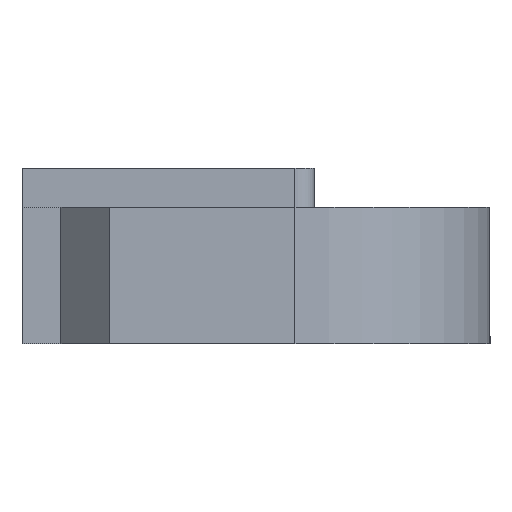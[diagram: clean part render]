
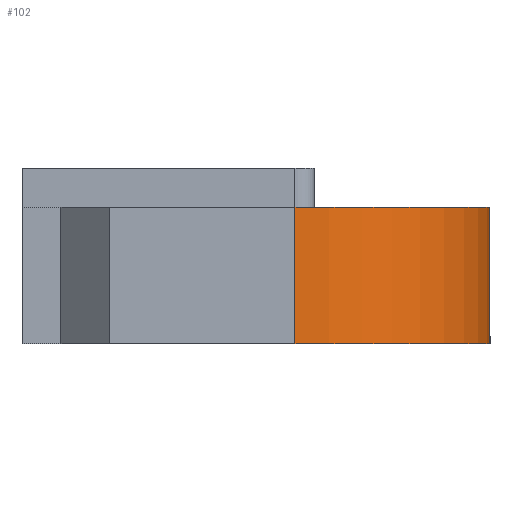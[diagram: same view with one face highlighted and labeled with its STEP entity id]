
A CAD part, front view. The second image highlights one B-rep face of the part: STEP entity #102.
In plain terms, the highlighted cylindrical face has radius 5 mm (diameter 10 mm), a partial arc.
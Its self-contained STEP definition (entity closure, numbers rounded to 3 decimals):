
#66 = EDGE_CURVE('',#67,#69,#71,.T.);
#67 = VERTEX_POINT('',#68);
#68 = CARTESIAN_POINT('',(-5.,-32.5,0.));
#69 = VERTEX_POINT('',#70);
#70 = CARTESIAN_POINT('',(-5.,-32.5,3.5));
#71 = LINE('',#72,#73);
#72 = CARTESIAN_POINT('',(-5.,-32.5,0.));
#73 = VECTOR('',#74,1.);
#74 = DIRECTION('',(0.,0.,1.));
#102 = ADVANCED_FACE('',(#103),#130,.T.);
#103 = FACE_BOUND('',#104,.F.);
#104 = EDGE_LOOP('',(#105,#106,#115,#123));
#105 = ORIENTED_EDGE('',*,*,#66,.T.);
#106 = ORIENTED_EDGE('',*,*,#107,.T.);
#107 = EDGE_CURVE('',#69,#108,#110,.T.);
#108 = VERTEX_POINT('',#109);
#109 = CARTESIAN_POINT('',(0.,-27.5,3.5));
#110 = CIRCLE('',#111,5.);
#111 = AXIS2_PLACEMENT_3D('',#112,#113,#114);
#112 = CARTESIAN_POINT('',(-5.,-27.5,3.5));
#113 = DIRECTION('',(0.,0.,1.));
#114 = DIRECTION('',(1.,0.,0.));
#115 = ORIENTED_EDGE('',*,*,#116,.F.);
#116 = EDGE_CURVE('',#117,#108,#119,.T.);
#117 = VERTEX_POINT('',#118);
#118 = CARTESIAN_POINT('',(0.,-27.5,0.));
#119 = LINE('',#120,#121);
#120 = CARTESIAN_POINT('',(0.,-27.5,0.));
#121 = VECTOR('',#122,1.);
#122 = DIRECTION('',(0.,0.,1.));
#123 = ORIENTED_EDGE('',*,*,#124,.F.);
#124 = EDGE_CURVE('',#67,#117,#125,.T.);
#125 = CIRCLE('',#126,5.);
#126 = AXIS2_PLACEMENT_3D('',#127,#128,#129);
#127 = CARTESIAN_POINT('',(-5.,-27.5,0.));
#128 = DIRECTION('',(0.,0.,1.));
#129 = DIRECTION('',(1.,0.,0.));
#130 = CYLINDRICAL_SURFACE('',#131,5.);
#131 = AXIS2_PLACEMENT_3D('',#132,#133,#134);
#132 = CARTESIAN_POINT('',(-5.,-27.5,0.));
#133 = DIRECTION('',(-0.,-0.,-1.));
#134 = DIRECTION('',(1.,0.,0.));
